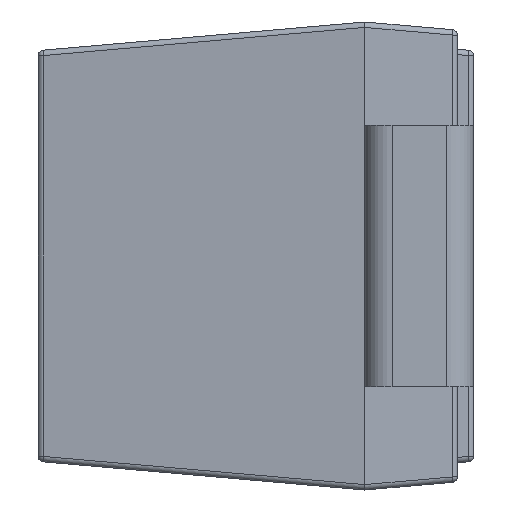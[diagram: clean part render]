
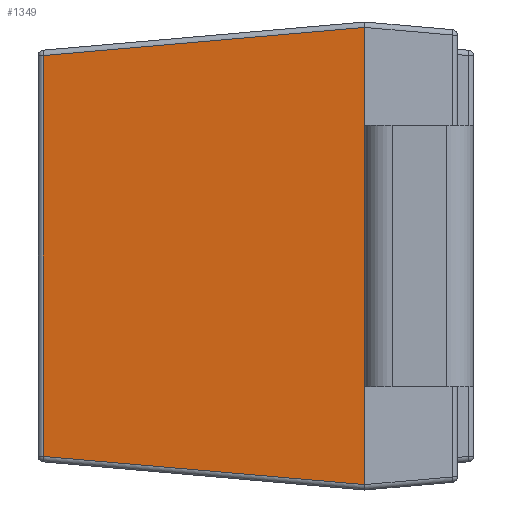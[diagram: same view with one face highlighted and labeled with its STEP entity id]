
A CAD part, left-side view. The second image highlights one B-rep face of the part: STEP entity #1349.
In plain terms, the highlighted planar face has unit normal (-0.996, 0.087, 0).
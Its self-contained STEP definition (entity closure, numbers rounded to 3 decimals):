
#9 = LINE ( 'NONE', #1707, #560 ) ;
#93 = DIRECTION ( 'NONE',  ( -0.087, -0.996, 0. ) ) ;
#160 = EDGE_CURVE ( 'NONE', #2200, #387, #9, .T. ) ;
#174 = DIRECTION ( 'NONE',  ( 0., 0., -1. ) ) ;
#210 = LINE ( 'NONE', #799, #751 ) ;
#235 = CARTESIAN_POINT ( 'NONE',  ( -3.65, 1., -2.15 ) ) ;
#387 = VERTEX_POINT ( 'NONE', #567 ) ;
#394 = CARTESIAN_POINT ( 'NONE',  ( -3.392, 3.954, -1.842 ) ) ;
#498 = CARTESIAN_POINT ( 'NONE',  ( -3.392, 3.954, -1.888 ) ) ;
#560 = VECTOR ( 'NONE', #1723, 1000. ) ;
#567 = CARTESIAN_POINT ( 'NONE',  ( -3.65, 1., -2.1 ) ) ;
#751 = VECTOR ( 'NONE', #1576, 1000. ) ;
#799 = CARTESIAN_POINT ( 'NONE',  ( -3.618, 1.366, 2.068 ) ) ;
#879 = VERTEX_POINT ( 'NONE', #2066 ) ;
#916 = LINE ( 'NONE', #235, #1836 ) ;
#970 = EDGE_CURVE ( 'NONE', #387, #879, #916, .T. ) ;
#1214 = PLANE ( 'NONE',  #2063 ) ;
#1333 = VERTEX_POINT ( 'NONE', #2116 ) ;
#1344 = ORIENTED_EDGE ( 'NONE', *, *, #2029, .T. ) ;
#1349 = ADVANCED_FACE ( 'NONE', ( #1913 ), #1214, .T. ) ;
#1445 = VECTOR ( 'NONE', #174, 1000. ) ;
#1462 = ORIENTED_EDGE ( 'NONE', *, *, #1715, .T. ) ;
#1576 = DIRECTION ( 'NONE',  ( 0.087, 0.992, -0.087 ) ) ;
#1603 = ORIENTED_EDGE ( 'NONE', *, *, #160, .T. ) ;
#1707 = CARTESIAN_POINT ( 'NONE',  ( -3.65, 0.996, -2.101 ) ) ;
#1715 = EDGE_CURVE ( 'NONE', #1333, #2200, #2348, .T. ) ;
#1723 = DIRECTION ( 'NONE',  ( -0.087, -0.992, -0.087 ) ) ;
#1735 = DIRECTION ( 'NONE',  ( 0., 0., 1. ) ) ;
#1790 = ORIENTED_EDGE ( 'NONE', *, *, #970, .T. ) ;
#1836 = VECTOR ( 'NONE', #1735, 1000. ) ;
#1913 = FACE_OUTER_BOUND ( 'NONE', #1998, .T. ) ;
#1998 = EDGE_LOOP ( 'NONE', ( #1462, #1603, #1790, #1344 ) ) ;
#2029 = EDGE_CURVE ( 'NONE', #879, #1333, #210, .T. ) ;
#2063 = AXIS2_PLACEMENT_3D ( 'NONE', #2339, #2367, #93 ) ;
#2066 = CARTESIAN_POINT ( 'NONE',  ( -3.65, 1., 2.1 ) ) ;
#2116 = CARTESIAN_POINT ( 'NONE',  ( -3.392, 3.954, 1.842 ) ) ;
#2200 = VERTEX_POINT ( 'NONE', #394 ) ;
#2339 = CARTESIAN_POINT ( 'NONE',  ( -3.65, 1., -2.15 ) ) ;
#2348 = LINE ( 'NONE', #498, #1445 ) ;
#2367 = DIRECTION ( 'NONE',  ( -0.996, 0.087, 0. ) ) ;
